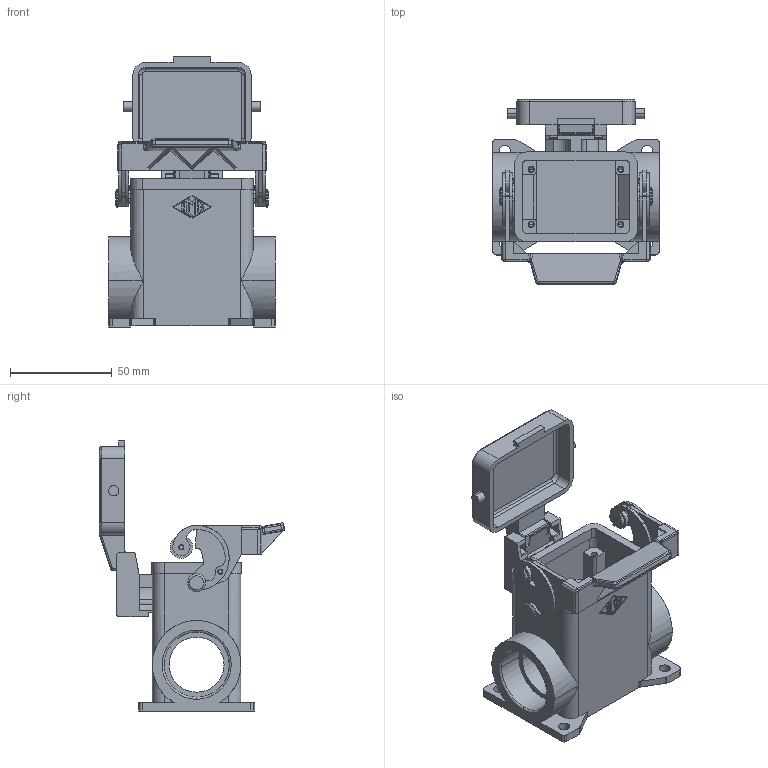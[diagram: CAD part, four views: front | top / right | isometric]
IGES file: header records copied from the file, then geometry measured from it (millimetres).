
Global section: file name: No Iges File Name specified; native system: AutoDesk Inventor R6.1; preprocessor: AutoDesk Inventor Iges Exporter R6.1; author: No Author specified; organization: No Organization specified; date: 20061220.171829; units: millimetre
Bounding box: 82 x 90.95 x 132.7 mm (x, y, z)
Volume: 117350.1 mm3; surface area: 62805.9 mm2
Topology: 2 solids, 5 shells, 703 faces, 1876 edges, 1208 vertices
Faces by surface type: plane 248, bspline 185, cylinder 155, revolution 85, torus 20, sphere 6, cone 4
